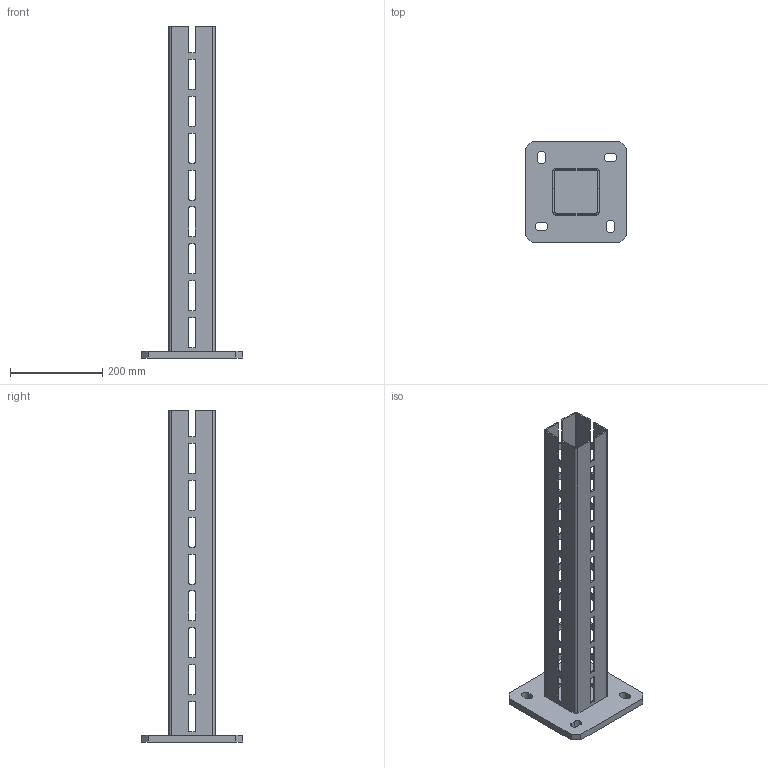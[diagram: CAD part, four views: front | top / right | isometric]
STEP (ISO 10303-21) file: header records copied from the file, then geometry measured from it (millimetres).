
FILE_DESCRIPTION (( 'STEP AP214' ), '1' );
FILE_NAME ('R954-107.STEP', '2024-07-09T08:00:49', ( '' ), ( '' ), 'SwSTEP 2.0', 'SolidWorks 2024', '' );
FILE_SCHEMA (( 'AUTOMOTIVE_DESIGN' ));
Length unit declared in the file: millimetre
Products named in the file (1): R954-107
Bounding box: 220 x 220 x 720 mm (x, y, z)
Volume: 1401872.3 mm3; surface area: 597652 mm2
Topology: 1 solids, 1 shells, 327 faces, 972 edges, 648 vertices
Faces by surface type: plane 171, cylinder 156
Entity records: 11205 total; most frequent: CARTESIAN_POINT 1948, ORIENTED_EDGE 1944, DIRECTION 1940, EDGE_CURVE 972, VECTOR 660, LINE 660, VERTEX_POINT 648, AXIS2_PLACEMENT_3D 640
